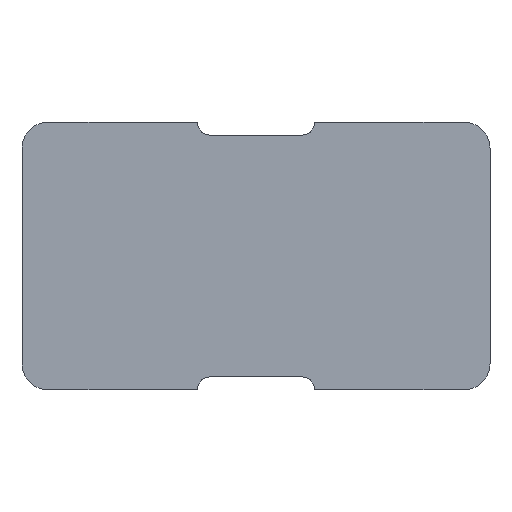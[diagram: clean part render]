
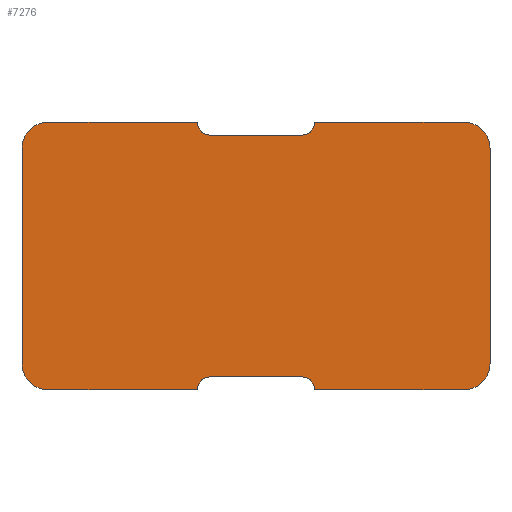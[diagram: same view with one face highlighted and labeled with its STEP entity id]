
A CAD part, front view. The second image highlights one B-rep face of the part: STEP entity #7276.
In plain terms, the highlighted planar face has unit normal (0, -1, 0).
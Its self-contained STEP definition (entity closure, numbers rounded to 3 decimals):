
#61=CIRCLE('',#7402,4.5);
#64=CIRCLE('',#7407,9.04);
#108=CIRCLE('',#7539,4.5);
#110=CIRCLE('',#7543,9.04);
#154=CIRCLE('',#7675,4.5);
#155=CIRCLE('',#7678,9.04);
#199=CIRCLE('',#7814,4.5);
#200=CIRCLE('',#7817,9.04);
#642=FACE_OUTER_BOUND('',#1012,.T.);
#1012=EDGE_LOOP('',(#6600,#6601,#6602,#6603,#6604,#6605,#6606,#6607,#6608,
#6609,#6610,#6611,#6612,#6613,#6614,#6615));
#1221=LINE('',#10282,#2097);
#1435=LINE('',#10800,#2311);
#1440=LINE('',#10813,#2316);
#1658=LINE('',#11337,#2534);
#1662=LINE('',#11349,#2538);
#1882=LINE('',#11877,#2758);
#1883=LINE('',#11880,#2759);
#1886=LINE('',#11888,#2762);
#2097=VECTOR('',#8273,10.);
#2311=VECTOR('',#8749,10.);
#2316=VECTOR('',#8762,10.);
#2534=VECTOR('',#9244,10.);
#2538=VECTOR('',#9256,10.);
#2758=VECTOR('',#9746,10.);
#2759=VECTOR('',#9749,10.);
#2762=VECTOR('',#9758,10.);
#2935=VERTEX_POINT('',#10271);
#2937=VERTEX_POINT('',#10274);
#2939=VERTEX_POINT('',#10281);
#2941=VERTEX_POINT('',#10287);
#3112=VERTEX_POINT('',#10799);
#3114=VERTEX_POINT('',#10805);
#3116=VERTEX_POINT('',#10811);
#3118=VERTEX_POINT('',#10817);
#3290=VERTEX_POINT('',#11335);
#3291=VERTEX_POINT('',#11339);
#3293=VERTEX_POINT('',#11343);
#3294=VERTEX_POINT('',#11347);
#3467=VERTEX_POINT('',#11875);
#3468=VERTEX_POINT('',#11879);
#3469=VERTEX_POINT('',#11883);
#3470=VERTEX_POINT('',#11887);
#3714=EDGE_CURVE('',#2937,#2935,#61,.T.);
#3718=EDGE_CURVE('',#2939,#2937,#1221,.T.);
#3721=EDGE_CURVE('',#2941,#2939,#64,.T.);
#3975=EDGE_CURVE('',#3112,#2935,#1435,.T.);
#3979=EDGE_CURVE('',#3114,#3112,#108,.T.);
#3982=EDGE_CURVE('',#3116,#3114,#1440,.T.);
#3985=EDGE_CURVE('',#3118,#3116,#110,.T.);
#4244=EDGE_CURVE('',#2941,#3290,#1658,.T.);
#4248=EDGE_CURVE('',#3293,#3291,#154,.T.);
#4250=EDGE_CURVE('',#3294,#3293,#1662,.T.);
#4251=EDGE_CURVE('',#3290,#3294,#155,.T.);
#4514=EDGE_CURVE('',#3467,#3118,#1882,.T.);
#4515=EDGE_CURVE('',#3468,#3291,#1883,.T.);
#4517=EDGE_CURVE('',#3469,#3468,#199,.T.);
#4519=EDGE_CURVE('',#3470,#3469,#1886,.T.);
#4521=EDGE_CURVE('',#3467,#3470,#200,.T.);
#6600=ORIENTED_EDGE('',*,*,#4521,.T.);
#6601=ORIENTED_EDGE('',*,*,#4519,.T.);
#6602=ORIENTED_EDGE('',*,*,#4517,.T.);
#6603=ORIENTED_EDGE('',*,*,#4515,.T.);
#6604=ORIENTED_EDGE('',*,*,#4248,.F.);
#6605=ORIENTED_EDGE('',*,*,#4250,.F.);
#6606=ORIENTED_EDGE('',*,*,#4251,.F.);
#6607=ORIENTED_EDGE('',*,*,#4244,.F.);
#6608=ORIENTED_EDGE('',*,*,#3721,.T.);
#6609=ORIENTED_EDGE('',*,*,#3718,.T.);
#6610=ORIENTED_EDGE('',*,*,#3714,.T.);
#6611=ORIENTED_EDGE('',*,*,#3975,.F.);
#6612=ORIENTED_EDGE('',*,*,#3979,.F.);
#6613=ORIENTED_EDGE('',*,*,#3982,.F.);
#6614=ORIENTED_EDGE('',*,*,#3985,.F.);
#6615=ORIENTED_EDGE('',*,*,#4514,.F.);
#6916=PLANE('',#7818);
#7276=ADVANCED_FACE('',(#642),#6916,.F.);
#7402=AXIS2_PLACEMENT_3D('',#10275,#8264,#8265);
#7407=AXIS2_PLACEMENT_3D('',#10288,#8278,#8279);
#7539=AXIS2_PLACEMENT_3D('',#10807,#8756,#8757);
#7543=AXIS2_PLACEMENT_3D('',#10819,#8768,#8769);
#7675=AXIS2_PLACEMENT_3D('',#11345,#9251,#9252);
#7678=AXIS2_PLACEMENT_3D('',#11351,#9259,#9260);
#7814=AXIS2_PLACEMENT_3D('',#11884,#9753,#9754);
#7817=AXIS2_PLACEMENT_3D('',#11891,#9762,#9763);
#7818=AXIS2_PLACEMENT_3D('',#11892,#9764,#9765);
#8264=DIRECTION('center_axis',(0.,1.,0.));
#8265=DIRECTION('ref_axis',(-1.,0.,0.));
#8273=DIRECTION('',(-1.,0.,0.));
#8278=DIRECTION('center_axis',(0.,-1.,0.));
#8279=DIRECTION('ref_axis',(0.,0.,1.));
#8749=DIRECTION('',(1.,0.,0.));
#8756=DIRECTION('center_axis',(0.,-1.,0.));
#8757=DIRECTION('ref_axis',(1.,0.,0.));
#8762=DIRECTION('',(1.,0.,0.));
#8768=DIRECTION('center_axis',(0.,1.,0.));
#8769=DIRECTION('ref_axis',(0.,0.,1.));
#9244=DIRECTION('',(0.,0.,-1.));
#9251=DIRECTION('center_axis',(0.,-1.,0.));
#9252=DIRECTION('ref_axis',(-1.,0.,0.));
#9256=DIRECTION('',(-1.,0.,0.));
#9259=DIRECTION('center_axis',(0.,1.,0.));
#9260=DIRECTION('ref_axis',(0.,0.,-1.));
#9746=DIRECTION('',(0.,0.,1.));
#9749=DIRECTION('',(1.,0.,0.));
#9753=DIRECTION('center_axis',(0.,1.,0.));
#9754=DIRECTION('ref_axis',(1.,0.,0.));
#9758=DIRECTION('',(1.,0.,0.));
#9762=DIRECTION('center_axis',(0.,-1.,0.));
#9763=DIRECTION('ref_axis',(0.,0.,-1.));
#9764=DIRECTION('center_axis',(0.,1.,0.));
#9765=DIRECTION('ref_axis',(1.,0.,0.));
#10271=CARTESIAN_POINT('',(96.2,-1.5,87.4));
#10274=CARTESIAN_POINT('',(100.7,-1.5,91.9));
#10275=CARTESIAN_POINT('Origin',(96.2,-1.5,91.9));
#10281=CARTESIAN_POINT('',(152.86,-1.5,91.9));
#10282=CARTESIAN_POINT('',(152.86,-1.5,91.9));
#10287=CARTESIAN_POINT('',(161.9,-1.5,82.86));
#10288=CARTESIAN_POINT('Origin',(152.86,-1.5,82.86));
#10799=CARTESIAN_POINT('',(64.2,-1.5,87.4));
#10800=CARTESIAN_POINT('',(64.2,-1.5,87.4));
#10805=CARTESIAN_POINT('',(59.7,-1.5,91.9));
#10807=CARTESIAN_POINT('Origin',(64.2,-1.5,91.9));
#10811=CARTESIAN_POINT('',(7.54,-1.5,91.9));
#10813=CARTESIAN_POINT('',(7.54,-1.5,91.9));
#10817=CARTESIAN_POINT('',(-1.5,-1.5,82.86));
#10819=CARTESIAN_POINT('Origin',(7.54,-1.5,82.86));
#11335=CARTESIAN_POINT('',(161.9,-1.5,7.54));
#11337=CARTESIAN_POINT('',(161.9,-1.5,45.2));
#11339=CARTESIAN_POINT('',(96.2,-1.5,3.));
#11343=CARTESIAN_POINT('',(100.7,-1.5,-1.5));
#11345=CARTESIAN_POINT('Origin',(96.2,-1.5,-1.5));
#11347=CARTESIAN_POINT('',(152.86,-1.5,-1.5));
#11349=CARTESIAN_POINT('',(152.86,-1.5,-1.5));
#11351=CARTESIAN_POINT('Origin',(152.86,-1.5,7.54));
#11875=CARTESIAN_POINT('',(-1.5,-1.5,7.54));
#11877=CARTESIAN_POINT('',(-1.5,-1.5,45.2));
#11879=CARTESIAN_POINT('',(64.2,-1.5,3.));
#11880=CARTESIAN_POINT('',(64.2,-1.5,3.));
#11883=CARTESIAN_POINT('',(59.7,-1.5,-1.5));
#11884=CARTESIAN_POINT('Origin',(64.2,-1.5,-1.5));
#11887=CARTESIAN_POINT('',(7.54,-1.5,-1.5));
#11888=CARTESIAN_POINT('',(7.54,-1.5,-1.5));
#11891=CARTESIAN_POINT('Origin',(7.54,-1.5,7.54));
#11892=CARTESIAN_POINT('Origin',(39.35,-1.5,21.85));
